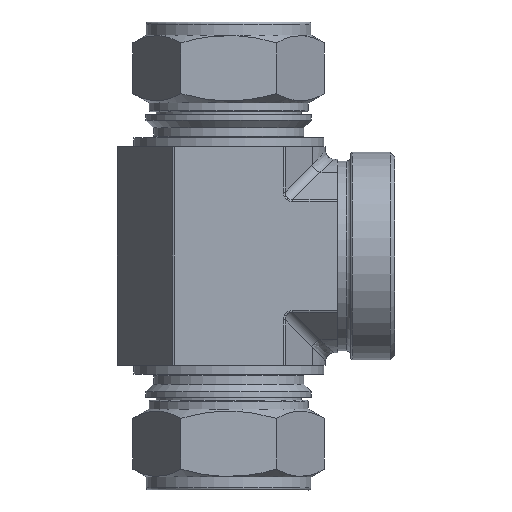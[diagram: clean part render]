
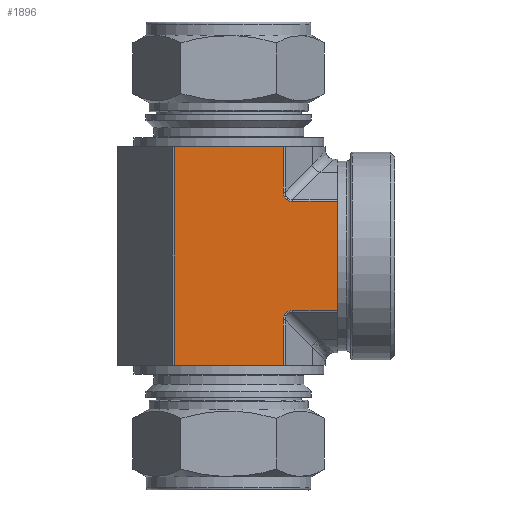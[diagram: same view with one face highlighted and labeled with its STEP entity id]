
A CAD part, left-side view. The second image highlights one B-rep face of the part: STEP entity #1896.
In plain terms, the highlighted planar face has unit normal (-1, 0, 0).
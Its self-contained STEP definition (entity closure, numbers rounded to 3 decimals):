
#23=ELLIPSE('',#2097,3.227,2.5);
#28=ELLIPSE('',#2120,3.227,2.5);
#301=FACE_OUTER_BOUND('',#439,.T.);
#439=EDGE_LOOP('',(#1557,#1558,#1559,#1560,#1561,#1562,#1563,#1564,#1565,
#1566));
#543=LINE('',#3116,#673);
#550=LINE('',#3141,#680);
#566=LINE('',#3184,#696);
#571=LINE('',#3232,#701);
#578=LINE('',#3317,#708);
#582=LINE('',#3326,#712);
#583=LINE('',#3328,#713);
#584=LINE('',#3331,#714);
#673=VECTOR('',#2466,10.);
#680=VECTOR('',#2487,10.);
#696=VECTOR('',#2523,10.);
#701=VECTOR('',#2546,10.);
#708=VECTOR('',#2581,10.);
#712=VECTOR('',#2593,10.);
#713=VECTOR('',#2594,10.);
#714=VECTOR('',#2597,10.);
#856=VERTEX_POINT('',#3113);
#857=VERTEX_POINT('',#3115);
#868=VERTEX_POINT('',#3139);
#885=VERTEX_POINT('',#3183);
#891=VERTEX_POINT('',#3222);
#892=VERTEX_POINT('',#3223);
#903=VERTEX_POINT('',#3315);
#904=VERTEX_POINT('',#3325);
#905=VERTEX_POINT('',#3327);
#906=VERTEX_POINT('',#3329);
#1069=EDGE_CURVE('',#856,#857,#543,.T.);
#1082=EDGE_CURVE('',#868,#856,#550,.T.);
#1103=EDGE_CURVE('',#857,#885,#566,.T.);
#1111=EDGE_CURVE('',#891,#892,#23,.T.);
#1116=EDGE_CURVE('',#892,#868,#571,.T.);
#1132=EDGE_CURVE('',#903,#891,#578,.T.);
#1136=EDGE_CURVE('',#904,#903,#582,.T.);
#1137=EDGE_CURVE('',#905,#904,#583,.T.);
#1138=EDGE_CURVE('',#906,#905,#28,.T.);
#1139=EDGE_CURVE('',#885,#906,#584,.T.);
#1557=ORIENTED_EDGE('',*,*,#1069,.F.);
#1558=ORIENTED_EDGE('',*,*,#1082,.F.);
#1559=ORIENTED_EDGE('',*,*,#1116,.F.);
#1560=ORIENTED_EDGE('',*,*,#1111,.F.);
#1561=ORIENTED_EDGE('',*,*,#1132,.F.);
#1562=ORIENTED_EDGE('',*,*,#1136,.F.);
#1563=ORIENTED_EDGE('',*,*,#1137,.F.);
#1564=ORIENTED_EDGE('',*,*,#1138,.F.);
#1565=ORIENTED_EDGE('',*,*,#1139,.F.);
#1566=ORIENTED_EDGE('',*,*,#1103,.F.);
#1797=PLANE('',#2119);
#1896=ADVANCED_FACE('',(#301),#1797,.T.);
#2097=AXIS2_PLACEMENT_3D('',#3224,#2535,#2536);
#2119=AXIS2_PLACEMENT_3D('',#3324,#2591,#2592);
#2120=AXIS2_PLACEMENT_3D('',#3330,#2595,#2596);
#2466=DIRECTION('',(0.,0.,1.));
#2487=DIRECTION('',(0.,1.,0.));
#2523=DIRECTION('',(0.,-1.,0.));
#2535=DIRECTION('center_axis',(-1.,0.,0.));
#2536=DIRECTION('ref_axis',(0.,0.707,0.707));
#2546=DIRECTION('',(0.,0.,-1.));
#2581=DIRECTION('',(0.,1.,0.));
#2591=DIRECTION('center_axis',(-1.,0.,0.));
#2592=DIRECTION('ref_axis',(0.,-1.,0.));
#2593=DIRECTION('',(0.,0.,-1.));
#2594=DIRECTION('',(0.,-1.,0.));
#2595=DIRECTION('center_axis',(-1.,0.,0.));
#2596=DIRECTION('ref_axis',(0.,0.707,-0.707));
#2597=DIRECTION('',(0.,0.,-1.));
#3113=CARTESIAN_POINT('',(-22.2,12.529,-25.1));
#3115=CARTESIAN_POINT('',(-22.2,12.529,25.1));
#3116=CARTESIAN_POINT('',(-22.2,12.529,0.));
#3139=CARTESIAN_POINT('',(-22.2,-12.529,-25.1));
#3141=CARTESIAN_POINT('',(-22.2,-12.817,-25.1));
#3183=CARTESIAN_POINT('',(-22.2,-12.529,25.1));
#3184=CARTESIAN_POINT('',(-22.2,-12.817,25.1));
#3222=CARTESIAN_POINT('',(-22.2,-14.694,-12.529));
#3223=CARTESIAN_POINT('',(-22.2,-12.529,-14.694));
#3224=CARTESIAN_POINT('Origin',(-22.2,-15.415,-15.415));
#3232=CARTESIAN_POINT('',(-22.2,-12.529,0.));
#3315=CARTESIAN_POINT('',(-22.2,-25.,-12.529));
#3317=CARTESIAN_POINT('',(-22.2,6.409,-12.529));
#3324=CARTESIAN_POINT('Origin',(-22.2,12.817,0.));
#3325=CARTESIAN_POINT('',(-22.2,-25.,12.529));
#3326=CARTESIAN_POINT('',(-22.2,-25.,-12.817));
#3327=CARTESIAN_POINT('',(-22.2,-14.694,12.529));
#3328=CARTESIAN_POINT('',(-22.2,6.409,12.529));
#3329=CARTESIAN_POINT('',(-22.2,-12.529,14.694));
#3330=CARTESIAN_POINT('Origin',(-22.2,-15.415,15.415));
#3331=CARTESIAN_POINT('',(-22.2,-12.529,0.));
